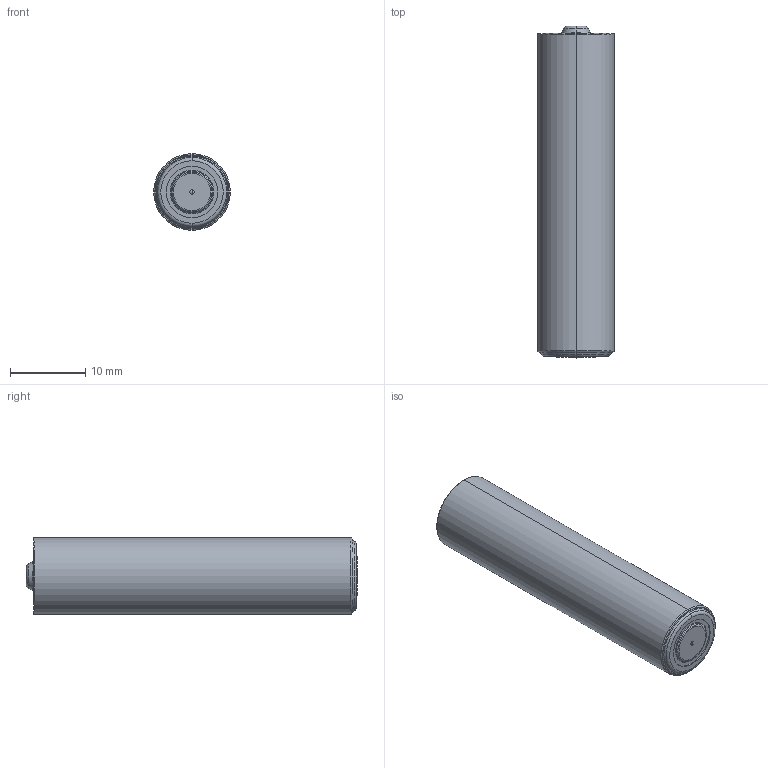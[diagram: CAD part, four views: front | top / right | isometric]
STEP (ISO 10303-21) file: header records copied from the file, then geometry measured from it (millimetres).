
FILE_DESCRIPTION (( 'STEP AP203' ), '1' );
FILE_NAME ('AAA Duracell Body-Plain.STEP', '2011-12-11T21:30:55', ( '' ), ( '' ), 'SwSTEP 2.0', 'SolidWorks 2011', '' );
FILE_SCHEMA (( 'CONFIG_CONTROL_DESIGN' ));
Length unit declared in the file: millimetre
Products named in the file (1): AAA Duracell Body-Plain
Bounding box: 10.2 x 44.2 x 10.2 mm (x, y, z)
Volume: 3509.8 mm3; surface area: 1541.6 mm2
Topology: 1 solids, 1 shells, 37 faces, 72 edges, 43 vertices
Faces by surface type: torus 16, plane 7, cylinder 6, cone 6, sphere 2
Entity records: 1043 total; most frequent: DIRECTION 208, CARTESIAN_POINT 153, ORIENTED_EDGE 144, AXIS2_PLACEMENT_3D 98, EDGE_CURVE 72, CIRCLE 60, VERTEX_POINT 43, EDGE_LOOP 43
